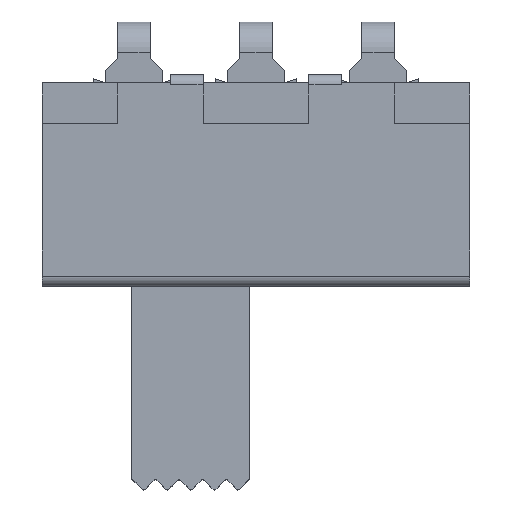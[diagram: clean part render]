
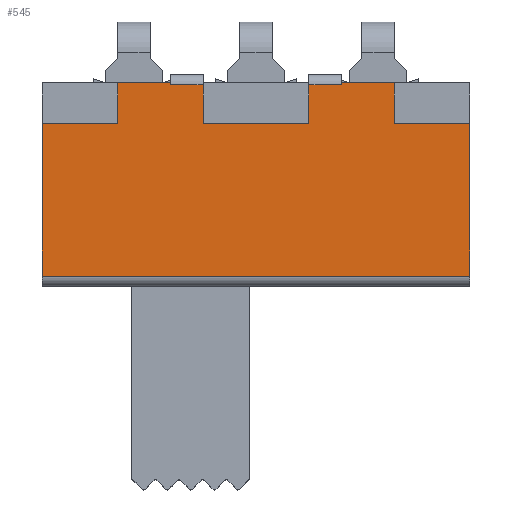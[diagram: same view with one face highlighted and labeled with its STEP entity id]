
A CAD part, top view. The second image highlights one B-rep face of the part: STEP entity #545.
In plain terms, the highlighted planar face has unit normal (0, 0, 1).
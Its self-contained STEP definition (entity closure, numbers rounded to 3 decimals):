
#545=ADVANCED_FACE('',(#2388),#2390,.T.);
#2388=FACE_BOUND('',#2389,.T.);
#2389=EDGE_LOOP('',(#3807,#3808,#3809,#3810,#3811,#3812,#3813,#3814,#3815,#3816,
#3817,#3818,#3819,#3820,#3821,#3822));
#2390=PLANE('',#2391);
#2391=AXIS2_PLACEMENT_3D('',#2392,#2393,#2394);
#2392=CARTESIAN_POINT('',(0.,-11.454,5.5));
#2393=DIRECTION('',(0.,0.,1.));
#2394=DIRECTION('',(1.,0.,0.));
#3807=ORIENTED_EDGE('',*,*,#4811,.T.);
#3808=ORIENTED_EDGE('',*,*,#4812,.T.);
#3809=ORIENTED_EDGE('',*,*,#4813,.T.);
#3810=ORIENTED_EDGE('',*,*,#4814,.T.);
#3811=ORIENTED_EDGE('',*,*,#4815,.T.);
#3812=ORIENTED_EDGE('',*,*,#4816,.T.);
#3813=ORIENTED_EDGE('',*,*,#4817,.T.);
#3814=ORIENTED_EDGE('',*,*,#4818,.T.);
#3815=ORIENTED_EDGE('',*,*,#4819,.T.);
#3816=ORIENTED_EDGE('',*,*,#4820,.T.);
#3817=ORIENTED_EDGE('',*,*,#4821,.T.);
#3818=ORIENTED_EDGE('',*,*,#4822,.T.);
#3819=ORIENTED_EDGE('',*,*,#4823,.T.);
#3820=ORIENTED_EDGE('',*,*,#4824,.T.);
#3821=ORIENTED_EDGE('',*,*,#4825,.T.);
#3822=ORIENTED_EDGE('',*,*,#4826,.T.);
#4811=EDGE_CURVE('',#5451,#5452,#5453,.F.);
#4812=EDGE_CURVE('',#5452,#5454,#5455,.T.);
#4813=EDGE_CURVE('',#5454,#5456,#5457,.F.);
#4814=EDGE_CURVE('',#5456,#5458,#5459,.F.);
#4815=EDGE_CURVE('',#5458,#5460,#5461,.T.);
#4816=EDGE_CURVE('',#5460,#5462,#5463,.T.);
#4817=EDGE_CURVE('',#5462,#5464,#5465,.T.);
#4818=EDGE_CURVE('',#5464,#5466,#5467,.F.);
#4819=EDGE_CURVE('',#5466,#5468,#5469,.F.);
#4820=EDGE_CURVE('',#5468,#5470,#5471,.T.);
#4821=EDGE_CURVE('',#5470,#5472,#5473,.F.);
#4822=EDGE_CURVE('',#5472,#5474,#5475,.T.);
#4823=EDGE_CURVE('',#5474,#5476,#5477,.F.);
#4824=EDGE_CURVE('',#5476,#5478,#5479,.F.);
#4825=EDGE_CURVE('',#5478,#5480,#5481,.F.);
#4826=EDGE_CURVE('',#5480,#5451,#5482,.T.);
#5451=VERTEX_POINT('',#6645);
#5452=VERTEX_POINT('',#6646);
#5453=LINE('',#6647,#6648);
#5454=VERTEX_POINT('',#6650);
#5455=LINE('',#6651,#6652);
#5456=VERTEX_POINT('',#6654);
#5457=LINE('',#6655,#6656);
#5458=VERTEX_POINT('',#6658);
#5459=LINE('',#6659,#6660);
#5460=VERTEX_POINT('',#6662);
#5461=LINE('',#6663,#6664);
#5462=VERTEX_POINT('',#6666);
#5463=LINE('',#6667,#6668);
#5464=VERTEX_POINT('',#6670);
#5465=LINE('',#6671,#6672);
#5466=VERTEX_POINT('',#6674);
#5467=LINE('',#6675,#6676);
#5468=VERTEX_POINT('',#6678);
#5469=LINE('',#6679,#6680);
#5470=VERTEX_POINT('',#6682);
#5471=LINE('',#6683,#6684);
#5472=VERTEX_POINT('',#6686);
#5473=LINE('',#6687,#6688);
#5474=VERTEX_POINT('',#6690);
#5475=LINE('',#6691,#6692);
#5476=VERTEX_POINT('',#6694);
#5477=LINE('',#6695,#6696);
#5478=VERTEX_POINT('',#6698);
#5479=LINE('',#6699,#6700);
#5480=VERTEX_POINT('',#6702);
#5481=LINE('',#6703,#6704);
#5482=LINE('',#6706,#6707);
#6645=CARTESIAN_POINT('',(-2.1,-1.3,5.5));
#6646=CARTESIAN_POINT('',(-2.1,-1.25,5.5));
#6647=CARTESIAN_POINT('',(-2.1,-1.25,5.5));
#6648=VECTOR('',#6649,1.);
#6649=DIRECTION('',(0.,-1.,0.));
#6650=CARTESIAN_POINT('',(-3.4,-1.25,5.5));
#6651=CARTESIAN_POINT('',(-2.1,-1.25,5.5));
#6652=VECTOR('',#6653,1.);
#6653=DIRECTION('',(-1.,0.,0.));
#6654=CARTESIAN_POINT('',(-3.4,-2.25,5.5));
#6655=CARTESIAN_POINT('',(-3.4,-2.25,5.5));
#6656=VECTOR('',#6657,1.);
#6657=DIRECTION('',(0.,1.,0.));
#6658=CARTESIAN_POINT('',(-5.25,-2.25,5.5));
#6659=CARTESIAN_POINT('',(-5.25,-2.25,5.5));
#6660=VECTOR('',#6661,1.);
#6661=DIRECTION('',(1.,0.,0.));
#6662=CARTESIAN_POINT('',(-5.25,-6.,5.5));
#6663=CARTESIAN_POINT('',(-5.25,-2.25,5.5));
#6664=VECTOR('',#6665,1.);
#6665=DIRECTION('',(0.,-1.,0.));
#6666=CARTESIAN_POINT('',(5.25,-6.,5.5));
#6667=CARTESIAN_POINT('',(-5.25,-6.,5.5));
#6668=VECTOR('',#6669,1.);
#6669=DIRECTION('',(1.,0.,0.));
#6670=CARTESIAN_POINT('',(5.25,-2.25,5.5));
#6671=CARTESIAN_POINT('',(5.25,-6.,5.5));
#6672=VECTOR('',#6673,1.);
#6673=DIRECTION('',(0.,1.,0.));
#6674=CARTESIAN_POINT('',(3.4,-2.25,5.5));
#6675=CARTESIAN_POINT('',(3.4,-2.25,5.5));
#6676=VECTOR('',#6677,1.);
#6677=DIRECTION('',(1.,0.,0.));
#6678=CARTESIAN_POINT('',(3.4,-1.25,5.5));
#6679=CARTESIAN_POINT('',(3.4,-1.25,5.5));
#6680=VECTOR('',#6681,1.);
#6681=DIRECTION('',(0.,-1.,0.));
#6682=CARTESIAN_POINT('',(2.1,-1.25,5.5));
#6683=CARTESIAN_POINT('',(3.4,-1.25,5.5));
#6684=VECTOR('',#6685,1.);
#6685=DIRECTION('',(-1.,0.,0.));
#6686=CARTESIAN_POINT('',(2.1,-1.3,5.5));
#6687=CARTESIAN_POINT('',(2.1,-1.3,5.5));
#6688=VECTOR('',#6689,1.);
#6689=DIRECTION('',(0.,1.,0.));
#6690=CARTESIAN_POINT('',(1.3,-1.3,5.5));
#6691=CARTESIAN_POINT('',(2.1,-1.3,5.5));
#6692=VECTOR('',#6693,1.);
#6693=DIRECTION('',(-1.,0.,0.));
#6694=CARTESIAN_POINT('',(1.3,-2.25,5.5));
#6695=CARTESIAN_POINT('',(1.3,-2.25,5.5));
#6696=VECTOR('',#6697,1.);
#6697=DIRECTION('',(0.,1.,0.));
#6698=CARTESIAN_POINT('',(-1.3,-2.25,5.5));
#6699=CARTESIAN_POINT('',(-1.3,-2.25,5.5));
#6700=VECTOR('',#6701,1.);
#6701=DIRECTION('',(1.,0.,0.));
#6702=CARTESIAN_POINT('',(-1.3,-1.3,5.5));
#6703=CARTESIAN_POINT('',(-1.3,-1.3,5.5));
#6704=VECTOR('',#6705,1.);
#6705=DIRECTION('',(0.,-1.,0.));
#6706=CARTESIAN_POINT('',(-1.3,-1.3,5.5));
#6707=VECTOR('',#6708,1.);
#6708=DIRECTION('',(-1.,0.,0.));
